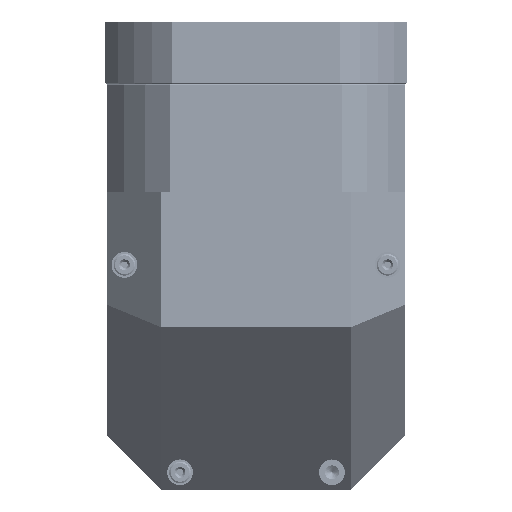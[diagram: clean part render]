
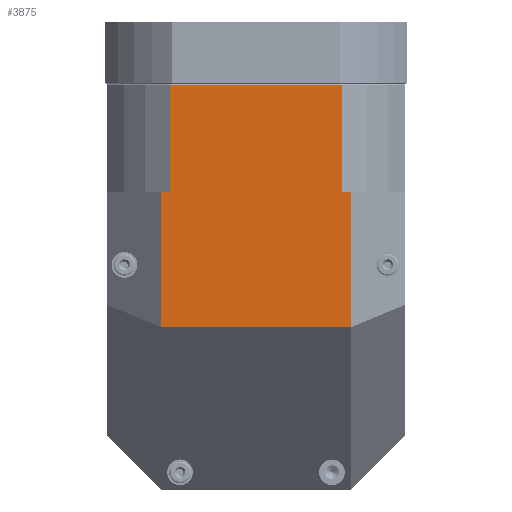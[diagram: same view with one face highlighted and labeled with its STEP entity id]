
A CAD part, front view. The second image highlights one B-rep face of the part: STEP entity #3875.
In plain terms, the highlighted planar face has unit normal (0, -1, 0).
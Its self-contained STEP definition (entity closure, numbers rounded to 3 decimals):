
#3804=CARTESIAN_POINT('',(-110.,-110.0,189.5));
#3805=DIRECTION('',(0.0,-1.0,0.0));
#3806=DIRECTION('',(0.0,0.0,-1.0));
#3807=AXIS2_PLACEMENT_3D('',#3804,#3805,#3806);
#3808=PLANE('',#3807);
#3809=CARTESIAN_POINT('',(63.474,-110.0,110.));
#3810=VERTEX_POINT('',#3809);
#3811=CARTESIAN_POINT('',(63.474,-110.,188.5));
#3812=VERTEX_POINT('',#3811);
#3813=CARTESIAN_POINT('',(63.474,-110.0,110.));
#3814=DIRECTION('',(0.0,0.0,1.0));
#3815=VECTOR('',#3814,78.5);
#3816=LINE('',#3813,#3815);
#3817=EDGE_CURVE('',#3810,#3812,#3816,.T.);
#3818=ORIENTED_EDGE('',*,*,#3817,.T.);
#3819=CARTESIAN_POINT('',(-63.474,-110.,188.5));
#3820=VERTEX_POINT('',#3819);
#3821=CARTESIAN_POINT('',(63.474,-110.0,188.5));
#3822=DIRECTION('',(-1.0,0.0,0.0));
#3823=VECTOR('',#3822,126.949);
#3824=LINE('',#3821,#3823);
#3825=EDGE_CURVE('',#3812,#3820,#3824,.T.);
#3826=ORIENTED_EDGE('',*,*,#3825,.T.);
#3827=CARTESIAN_POINT('',(-63.474,-110.0,110.));
#3828=VERTEX_POINT('',#3827);
#3829=CARTESIAN_POINT('',(-63.474,-110.0,188.5));
#3830=DIRECTION('',(0.0,0.0,-1.0));
#3831=VECTOR('',#3830,78.5);
#3832=LINE('',#3829,#3831);
#3833=EDGE_CURVE('',#3820,#3828,#3832,.T.);
#3834=ORIENTED_EDGE('',*,*,#3833,.T.);
#3835=CARTESIAN_POINT('',(-70.,-110.0,110.));
#3836=VERTEX_POINT('',#3835);
#3837=CARTESIAN_POINT('',(-70.,-110.0,110.));
#3838=DIRECTION('',(1.0,0.0,0.0));
#3839=VECTOR('',#3838,6.526);
#3840=LINE('',#3837,#3839);
#3841=EDGE_CURVE('',#3836,#3828,#3840,.T.);
#3842=ORIENTED_EDGE('',*,*,#3841,.F.);
#3843=CARTESIAN_POINT('',(-70.,-110.0,10.));
#3844=VERTEX_POINT('',#3843);
#3845=CARTESIAN_POINT('',(-70.,-110.0,110.));
#3846=DIRECTION('',(0.0,0.0,-1.0));
#3847=VECTOR('',#3846,100.);
#3848=LINE('',#3845,#3847);
#3849=EDGE_CURVE('',#3836,#3844,#3848,.T.);
#3850=ORIENTED_EDGE('',*,*,#3849,.T.);
#3851=CARTESIAN_POINT('',(70.,-110.0,10.));
#3852=VERTEX_POINT('',#3851);
#3853=CARTESIAN_POINT('',(-70.,-110.0,10.));
#3854=DIRECTION('',(1.0,0.0,0.0));
#3855=VECTOR('',#3854,140.);
#3856=LINE('',#3853,#3855);
#3857=EDGE_CURVE('',#3844,#3852,#3856,.T.);
#3858=ORIENTED_EDGE('',*,*,#3857,.T.);
#3859=CARTESIAN_POINT('',(70.,-110.0,110.));
#3860=VERTEX_POINT('',#3859);
#3861=CARTESIAN_POINT('',(70.,-110.0,10.));
#3862=DIRECTION('',(0.0,0.0,1.0));
#3863=VECTOR('',#3862,100.);
#3864=LINE('',#3861,#3863);
#3865=EDGE_CURVE('',#3852,#3860,#3864,.T.);
#3866=ORIENTED_EDGE('',*,*,#3865,.T.);
#3867=CARTESIAN_POINT('',(63.474,-110.0,110.));
#3868=DIRECTION('',(1.0,0.0,0.0));
#3869=VECTOR('',#3868,6.526);
#3870=LINE('',#3867,#3869);
#3871=EDGE_CURVE('',#3810,#3860,#3870,.T.);
#3872=ORIENTED_EDGE('',*,*,#3871,.F.);
#3873=EDGE_LOOP('',(#3818,#3826,#3834,#3842,#3850,#3858,#3866,#3872));
#3874=FACE_OUTER_BOUND('',#3873,.T.);
#3875=ADVANCED_FACE('',(#3874),#3808,.T.);
